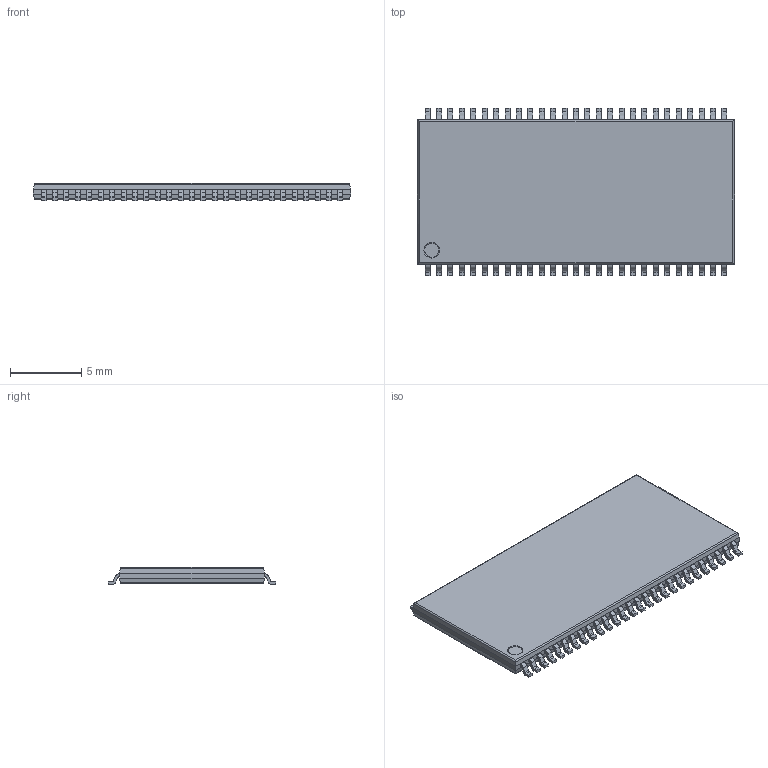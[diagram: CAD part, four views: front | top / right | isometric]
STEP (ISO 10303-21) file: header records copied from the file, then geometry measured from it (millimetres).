
FILE_DESCRIPTION (( 'STEP AP214' ), '1' );
FILE_NAME ( 'SOP80P1176X120-54L20.STEP', '2016-04-07T23:08:25', ( '' ), ( '' ), 'FPX Expert 2013', 'PCB Libraries', '' );
FILE_SCHEMA (( 'AUTOMOTIVE_DESIGN' ));
Length unit declared in the file: millimetre
Products named in the file (1): SOP80P1176X120-54L20
Bounding box: 22.22 x 11.76 x 1.2 mm (x, y, z)
Volume: 261.7 mm3; surface area: 586.6 mm2
Topology: 55 solids, 55 shells, 781 faces, 1994 edges, 1324 vertices
Faces by surface type: plane 555, cylinder 224, torus 2
Entity records: 26339 total; most frequent: CARTESIAN_POINT 4124, DIRECTION 3988, ORIENTED_EDGE 3988, EDGE_CURVE 1994, VECTOR 1548, LINE 1548, VERTEX_POINT 1324, AXIS2_PLACEMENT_3D 1220
